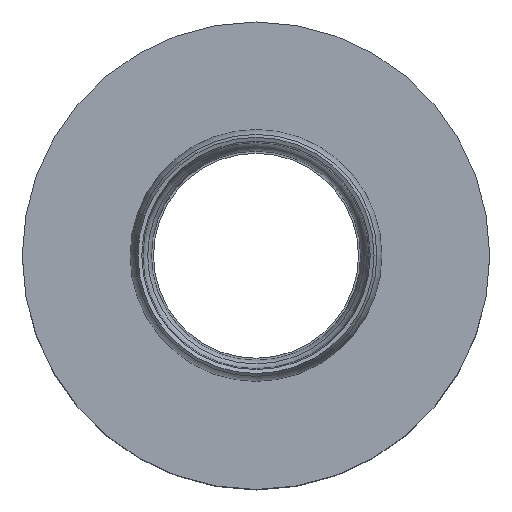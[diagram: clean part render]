
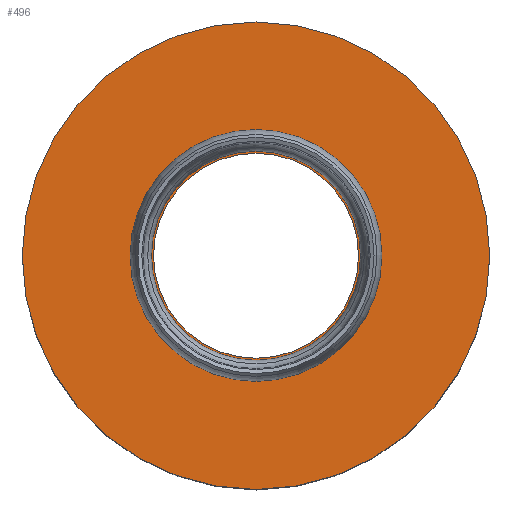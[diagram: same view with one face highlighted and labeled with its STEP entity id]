
A CAD part, top view. The second image highlights one B-rep face of the part: STEP entity #496.
In plain terms, the highlighted planar face has unit normal (0, 0, 1).
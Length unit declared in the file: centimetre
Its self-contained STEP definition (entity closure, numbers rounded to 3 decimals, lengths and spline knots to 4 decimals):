
#56=FACE_BOUND('',#124,.T.);
#88=FACE_OUTER_BOUND('',#123,.T.);
#123=EDGE_LOOP('',(#459));
#124=EDGE_LOOP('',(#460));
#181=CIRCLE('',#626,48.);
#183=CIRCLE('',#629,109.5);
#229=VERTEX_POINT('',#989);
#231=VERTEX_POINT('',#995);
#303=EDGE_CURVE('',#229,#229,#181,.T.);
#306=EDGE_CURVE('',#231,#231,#183,.T.);
#459=ORIENTED_EDGE('',*,*,#306,.T.);
#460=ORIENTED_EDGE('',*,*,#303,.F.);
#464=PLANE('',#632);
#496=ADVANCED_FACE('',(#88,#56),#464,.T.);
#626=AXIS2_PLACEMENT_3D('',#990,#823,#824);
#629=AXIS2_PLACEMENT_3D('',#996,#830,#831);
#632=AXIS2_PLACEMENT_3D('',#1001,#837,#838);
#823=DIRECTION('center_axis',(0.,0.,1.));
#824=DIRECTION('ref_axis',(1.,0.,0.));
#830=DIRECTION('center_axis',(0.,0.,1.));
#831=DIRECTION('ref_axis',(1.,0.,0.));
#837=DIRECTION('center_axis',(0.,0.,1.));
#838=DIRECTION('ref_axis',(1.,0.,0.));
#989=CARTESIAN_POINT('',(48.,0.,144.));
#990=CARTESIAN_POINT('Origin',(0.,0.,144.));
#995=CARTESIAN_POINT('',(-109.5,0.,144.));
#996=CARTESIAN_POINT('Origin',(0.,0.,144.));
#1001=CARTESIAN_POINT('Origin',(0.,0.,144.));
